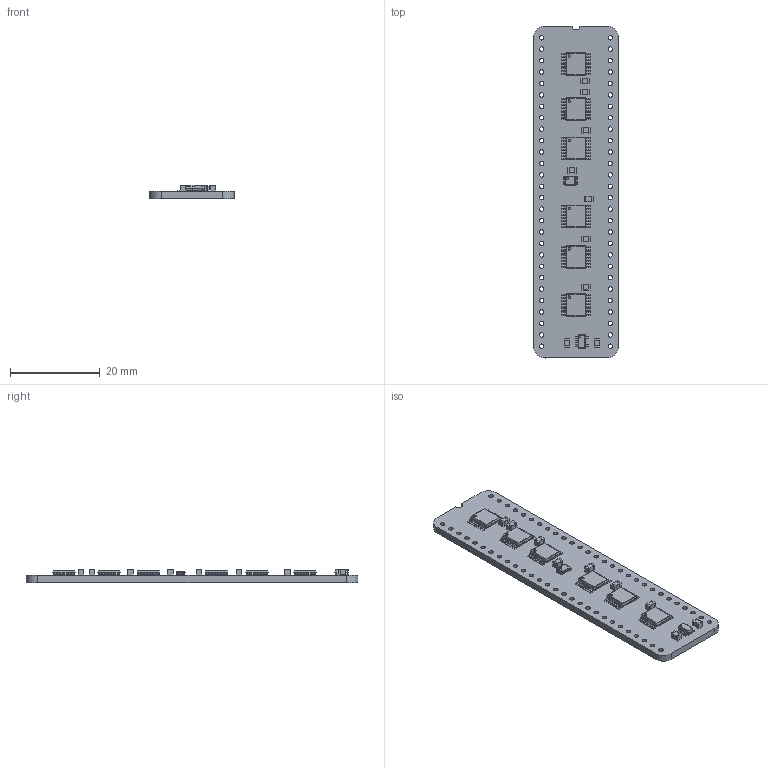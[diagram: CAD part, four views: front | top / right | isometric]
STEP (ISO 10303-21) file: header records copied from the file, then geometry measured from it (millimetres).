
FILE_DESCRIPTION(('KiCad electronic assembly'),'2;1');
FILE_NAME('Counter 24bit.step','2024-09-01T12:36:54',('Pcbnew'),('Kicad' ),'Open CASCADE STEP processor 7.8','KiCad to STEP converter', 'Unknown');
FILE_SCHEMA(('AUTOMOTIVE_DESIGN { 1 0 10303 214 1 1 1 1 }'));
Length unit declared in the file: millimetre
Products named in the file (10): Counter 24bit 1; C_0805_2012Metric; MC74VHC139DR2G; ASSEMBLY; AP7365-33WG-7; SN74LVC2G157DCU3; DCU0008A_ASM; Counter 24bit_PCB
Assembly tree (22 placements, depth 3):
  Counter 24bit 1
    C_0805_2012Metric  x9
      C_0805_2012Metric
    MC74VHC139DR2G  x6
      ASSEMBLY
    AP7365-33WG-7
      ASSEMBLY
    SN74LVC2G157DCU3
      DCU0008A_ASM
    Counter 24bit_PCB
Bounding box: 18.8 x 73.81 x 2.95 mm (x, y, z)
Volume: 2303.2 mm3; surface area: 3849.9 mm2
Topology: 127 solids, 127 shells, 1950 faces, 4874 edges, 3204 vertices
Faces by surface type: plane 1353, cylinder 589, sphere 8
Full cylindrical faces by diameter (mm): 0.2 x1, 0.55 x6, 1 x56
Entity records: 17702 total; most frequent: CARTESIAN_POINT 3062, DIRECTION 2961, ORIENTED_EDGE 2846, EDGE_CURVE 1423, LINE 1015, VECTOR 1015, AXIS2_PLACEMENT_3D 973, VERTEX_POINT 930
